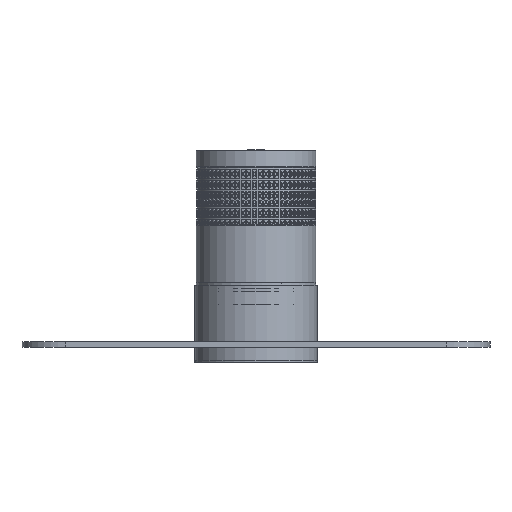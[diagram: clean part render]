
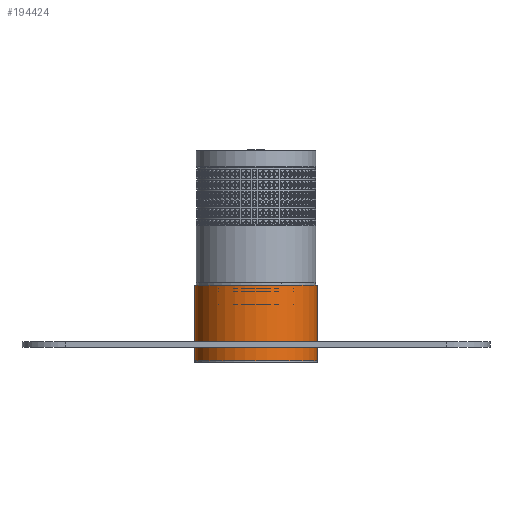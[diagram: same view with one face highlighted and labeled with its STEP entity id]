
A CAD part, front view. The second image highlights one B-rep face of the part: STEP entity #194424.
In plain terms, the highlighted cylindrical face has radius 21 mm (diameter 42 mm), a partial arc.
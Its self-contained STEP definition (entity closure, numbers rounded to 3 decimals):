
#1818 = DIRECTION ( 'NONE',  ( 0., 0., -1. ) ) ;
#3617 = CIRCLE ( 'NONE', #29490, 21. ) ;
#10451 = DIRECTION ( 'NONE',  ( 1., 0., 0. ) ) ;
#20543 = VERTEX_POINT ( 'NONE', #45206 ) ;
#26492 = CARTESIAN_POINT ( 'NONE',  ( 21., 0., -369.857 ) ) ;
#29490 = AXIS2_PLACEMENT_3D ( 'NONE', #101341, #117437, #10451 ) ;
#32166 = FACE_OUTER_BOUND ( 'NONE', #62326, .T. ) ;
#35353 = ORIENTED_EDGE ( 'NONE', *, *, #39395, .F. ) ;
#39395 = EDGE_CURVE ( 'NONE', #73178, #105861, #196073, .T. ) ;
#41707 = AXIS2_PLACEMENT_3D ( 'NONE', #90719, #1818, #123025 ) ;
#45206 = CARTESIAN_POINT ( 'NONE',  ( -21., 0., -23.799 ) ) ;
#47501 = EDGE_CURVE ( 'NONE', #82738, #20543, #158263, .T. ) ;
#49886 = ORIENTED_EDGE ( 'NONE', *, *, #198337, .F. ) ;
#62326 = EDGE_LOOP ( 'NONE', ( #162213, #130849, #49886, #35353 ) ) ;
#73178 = VERTEX_POINT ( 'NONE', #105939 ) ;
#77538 = CYLINDRICAL_SURFACE ( 'NONE', #41707, 21. ) ;
#82738 = VERTEX_POINT ( 'NONE', #179597 ) ;
#90719 = CARTESIAN_POINT ( 'NONE',  ( 0., 0., -369.857 ) ) ;
#97629 = DIRECTION ( 'NONE',  ( 0., 0., -1. ) ) ;
#101341 = CARTESIAN_POINT ( 'NONE',  ( 0., 0., 2.001 ) ) ;
#105861 = VERTEX_POINT ( 'NONE', #138670 ) ;
#105939 = CARTESIAN_POINT ( 'NONE',  ( 21., 0., 2.001 ) ) ;
#117437 = DIRECTION ( 'NONE',  ( 0., 0., -1. ) ) ;
#123025 = DIRECTION ( 'NONE',  ( 1., 0., 0. ) ) ;
#123682 = AXIS2_PLACEMENT_3D ( 'NONE', #128899, #97629, #187591 ) ;
#126618 = EDGE_CURVE ( 'NONE', #73178, #82738, #3617, .T. ) ;
#128899 = CARTESIAN_POINT ( 'NONE',  ( 0., 0., -23.799 ) ) ;
#130849 = ORIENTED_EDGE ( 'NONE', *, *, #47501, .T. ) ;
#138670 = CARTESIAN_POINT ( 'NONE',  ( 21., 0., -23.799 ) ) ;
#139229 = VECTOR ( 'NONE', #144069, 1000. ) ;
#144069 = DIRECTION ( 'NONE',  ( 0., 0., -1. ) ) ;
#158263 = LINE ( 'NONE', #193572, #139229 ) ;
#162213 = ORIENTED_EDGE ( 'NONE', *, *, #126618, .T. ) ;
#174057 = VECTOR ( 'NONE', #177927, 1000. ) ;
#177927 = DIRECTION ( 'NONE',  ( 0., 0., -1. ) ) ;
#179597 = CARTESIAN_POINT ( 'NONE',  ( -21., 0., 2.001 ) ) ;
#187591 = DIRECTION ( 'NONE',  ( 1., 0., 0. ) ) ;
#193572 = CARTESIAN_POINT ( 'NONE',  ( -21., 0., -369.857 ) ) ;
#194424 = ADVANCED_FACE ( 'NONE', ( #32166 ), #77538, .T. ) ;
#194631 = CIRCLE ( 'NONE', #123682, 21. ) ;
#196073 = LINE ( 'NONE', #26492, #174057 ) ;
#198337 = EDGE_CURVE ( 'NONE', #105861, #20543, #194631, .T. ) ;
